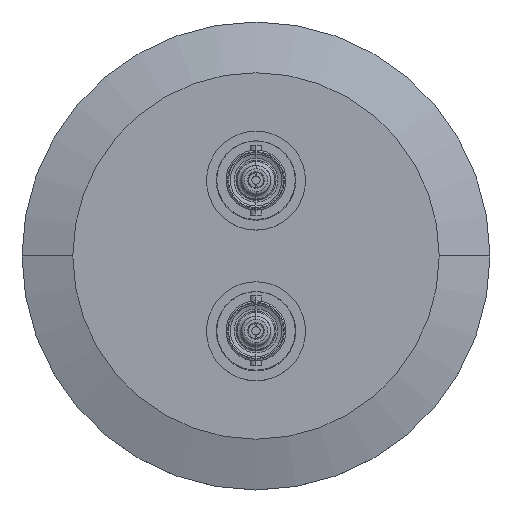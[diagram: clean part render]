
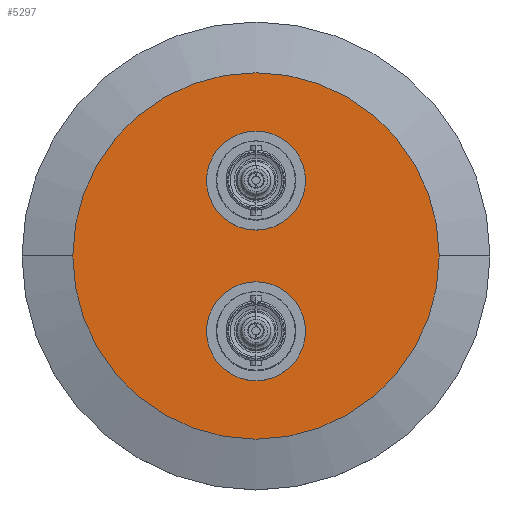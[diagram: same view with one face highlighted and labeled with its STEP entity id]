
A CAD part, top view. The second image highlights one B-rep face of the part: STEP entity #5297.
In plain terms, the highlighted planar face has unit normal (0, 0, 1).
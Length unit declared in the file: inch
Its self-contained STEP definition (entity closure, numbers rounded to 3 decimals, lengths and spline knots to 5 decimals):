
#401 = CIRCLE ( 'NONE', #403, 0.312 ) ;
#403 = AXIS2_PLACEMENT_3D ( 'NONE', #9195, #9196, #9197 ) ;
#720 = EDGE_LOOP ( 'NONE', ( #4621, #4623 ) ) ;
#721 = EDGE_LOOP ( 'NONE', ( #4625, #4627 ) ) ;
#722 = EDGE_LOOP ( 'NONE', ( #4617, #4619 ) ) ;
#1126 = VERTEX_POINT ( 'NONE', #7580 ) ;
#1127 = VERTEX_POINT ( 'NONE', #7581 ) ;
#1215 = VERTEX_POINT ( 'NONE', #7650 ) ;
#1225 = VERTEX_POINT ( 'NONE', #7660 ) ;
#1634 = EDGE_CURVE ( 'NONE', #2323, #2321, #401, .T. ) ;
#1739 = EDGE_CURVE ( 'NONE', #1215, #1225, #9654, .T. ) ;
#1885 = EDGE_CURVE ( 'NONE', #1126, #1127, #10442, .T. ) ;
#2321 = VERTEX_POINT ( 'NONE', #12522 ) ;
#2323 = VERTEX_POINT ( 'NONE', #12524 ) ;
#2865 = EDGE_CURVE ( 'NONE', #1225, #1215, #14472, .T. ) ;
#2866 = EDGE_CURVE ( 'NONE', #2321, #2323, #14474, .T. ) ;
#2867 = EDGE_CURVE ( 'NONE', #1127, #1126, #14476, .T. ) ;
#4617 = ORIENTED_EDGE ( 'NONE', *, *, #2865, .T. ) ;
#4619 = ORIENTED_EDGE ( 'NONE', *, *, #1739, .T. ) ;
#4621 = ORIENTED_EDGE ( 'NONE', *, *, #1634, .F. ) ;
#4623 = ORIENTED_EDGE ( 'NONE', *, *, #2866, .F. ) ;
#4625 = ORIENTED_EDGE ( 'NONE', *, *, #1885, .F. ) ;
#4627 = ORIENTED_EDGE ( 'NONE', *, *, #2867, .F. ) ;
#5297 = ADVANCED_FACE ( 'NONE', ( #16820, #16822, #16823 ), #16824, .T. ) ;
#7580 = CARTESIAN_POINT ( 'NONE',  ( -1.155, 0., 0.2 ) ) ;
#7581 = CARTESIAN_POINT ( 'NONE',  ( 1.155, 0., 0.2 ) ) ;
#7650 = CARTESIAN_POINT ( 'NONE',  ( 0., 0.787, 0.2 ) ) ;
#7660 = CARTESIAN_POINT ( 'NONE',  ( 0., 0.163, 0.2 ) ) ;
#9195 = CARTESIAN_POINT ( 'NONE',  ( 0., -0.475, 0.2 ) ) ;
#9196 = DIRECTION ( 'NONE',  ( 0., 0., 1. ) ) ;
#9197 = DIRECTION ( 'NONE',  ( 1., 0., 0. ) ) ;
#9654 = CIRCLE ( 'NONE', #9656, 0.312 ) ;
#9656 = AXIS2_PLACEMENT_3D ( 'NONE', #9782, #9783, #9784 ) ;
#9782 = CARTESIAN_POINT ( 'NONE',  ( 0., 0.475, 0.2 ) ) ;
#9783 = DIRECTION ( 'NONE',  ( 0., 0., -1. ) ) ;
#9784 = DIRECTION ( 'NONE',  ( 1., 0., 0. ) ) ;
#10442 = CIRCLE ( 'NONE', #10449, 1.155 ) ;
#10449 = AXIS2_PLACEMENT_3D ( 'NONE', #10765, #10766, #10767 ) ;
#10765 = CARTESIAN_POINT ( 'NONE',  ( 0., 0., 0.2 ) ) ;
#10766 = DIRECTION ( 'NONE',  ( 0., 0., -1. ) ) ;
#10767 = DIRECTION ( 'NONE',  ( -1., 0., 0. ) ) ;
#12522 = CARTESIAN_POINT ( 'NONE',  ( 0., -0.163, 0.2 ) ) ;
#12524 = CARTESIAN_POINT ( 'NONE',  ( 0., -0.787, 0.2 ) ) ;
#14096 = CARTESIAN_POINT ( 'NONE',  ( 0., 0.475, 0.2 ) ) ;
#14097 = DIRECTION ( 'NONE',  ( 0., 0., -1. ) ) ;
#14098 = DIRECTION ( 'NONE',  ( 1., 0., 0. ) ) ;
#14099 = CARTESIAN_POINT ( 'NONE',  ( 0., -0.475, 0.2 ) ) ;
#14100 = DIRECTION ( 'NONE',  ( 0., 0., 1. ) ) ;
#14101 = DIRECTION ( 'NONE',  ( 1., 0., 0. ) ) ;
#14102 = CARTESIAN_POINT ( 'NONE',  ( 0., 0., 0.2 ) ) ;
#14103 = DIRECTION ( 'NONE',  ( 0., 0., -1. ) ) ;
#14104 = DIRECTION ( 'NONE',  ( -1., 0., 0. ) ) ;
#14472 = CIRCLE ( 'NONE', #14475, 0.312 ) ;
#14474 = CIRCLE ( 'NONE', #14477, 0.312 ) ;
#14475 = AXIS2_PLACEMENT_3D ( 'NONE', #14096, #14097, #14098 ) ;
#14476 = CIRCLE ( 'NONE', #14479, 1.155 ) ;
#14477 = AXIS2_PLACEMENT_3D ( 'NONE', #14099, #14100, #14101 ) ;
#14479 = AXIS2_PLACEMENT_3D ( 'NONE', #14102, #14103, #14104 ) ;
#16816 = DIRECTION ( 'NONE',  ( 0., 0., 1. ) ) ;
#16819 = CARTESIAN_POINT ( 'NONE',  ( 0., 0., 0.2 ) ) ;
#16820 = FACE_BOUND ( 'NONE', #722, .T. ) ;
#16822 = FACE_BOUND ( 'NONE', #720, .T. ) ;
#16823 = FACE_OUTER_BOUND ( 'NONE', #721, .T. ) ;
#16824 = PLANE ( 'NONE',  #17185 ) ;
#16826 = DIRECTION ( 'NONE',  ( 1., 0., 0. ) ) ;
#17185 = AXIS2_PLACEMENT_3D ( 'NONE', #16819, #16816, #16826 ) ;
